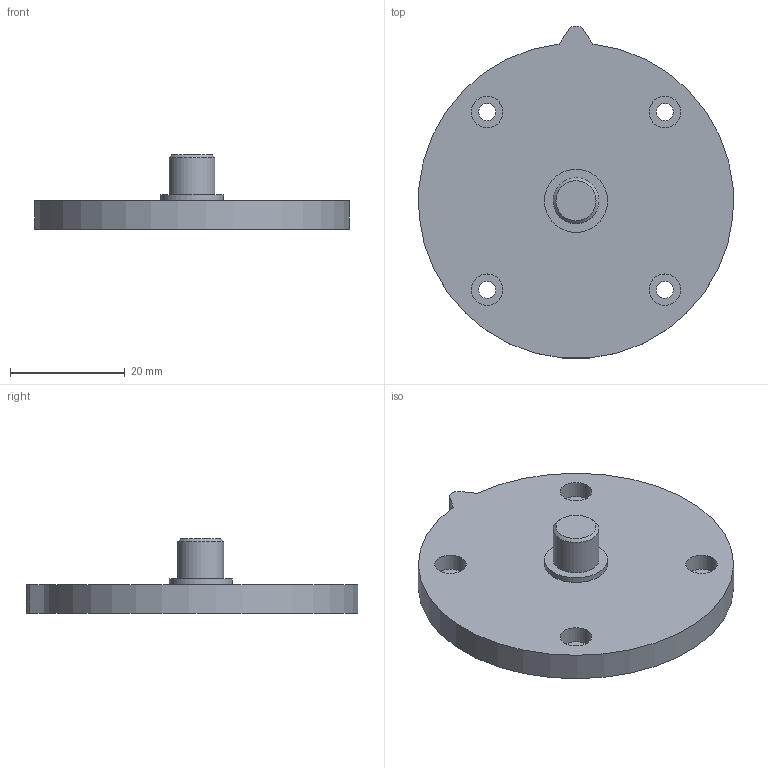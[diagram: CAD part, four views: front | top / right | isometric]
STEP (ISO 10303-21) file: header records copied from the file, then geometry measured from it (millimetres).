
FILE_DESCRIPTION(/* description */ (''),/* implementation_level */ '2;1');
FILE_NAME(/* name */ 'Lezaj_zada_litej.stp',/* time_stamp */ '2021-10-28T09:50:18+02:00',/* author */ ('Teo'),/* organization */ (''),/* preprocessor_version */ 'ST-DEVELOPER v18.1',/* originating_system */ 'Autodesk Inventor 2022',/* authorisation */ '');
FILE_SCHEMA (('AUTOMOTIVE_DESIGN { 1 0 10303 214 3 1 1 }'));
Length unit declared in the file: millimetre
Products named in the file (1): Lezaj_zada_litej
Bounding box: 54.84 x 57.9 x 13 mm (x, y, z)
Volume: 12036.5 mm3; surface area: 6082 mm2
Topology: 1 solids, 1 shells, 23 faces, 45 edges, 30 vertices
Faces by surface type: cylinder 12, plane 10, cone 1
Full cylindrical faces by diameter (mm): 3 x4, 5.5 x4, 8 x1, 11 x1
Entity records: 662 total; most frequent: DIRECTION 119, CARTESIAN_POINT 99, ORIENTED_EDGE 90, AXIS2_PLACEMENT_3D 50, EDGE_CURVE 45, EDGE_LOOP 37, VERTEX_POINT 30, CIRCLE 26
